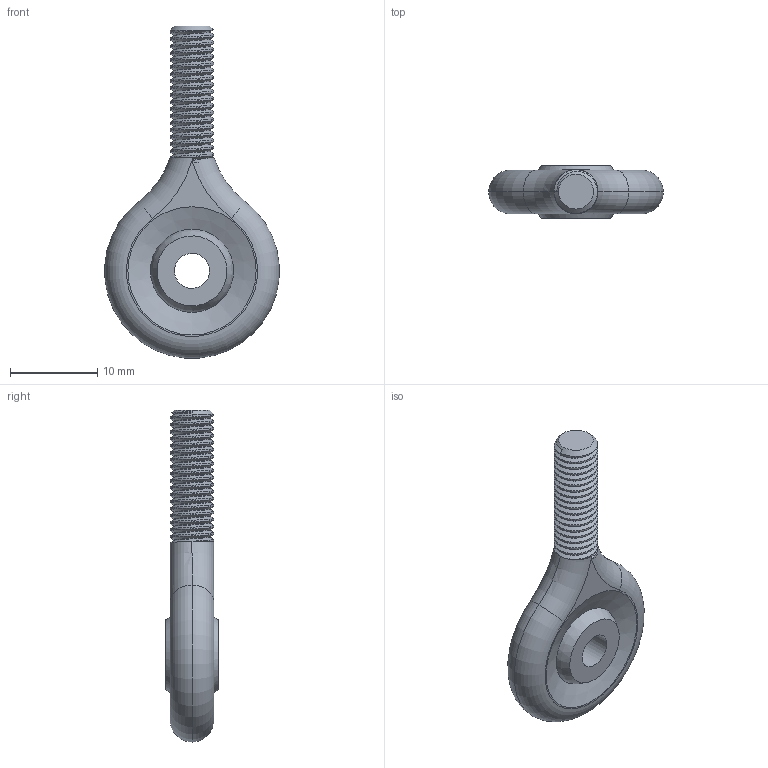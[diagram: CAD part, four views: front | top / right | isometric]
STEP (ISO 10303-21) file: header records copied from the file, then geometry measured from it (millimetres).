
FILE_DESCRIPTION (( 'STEP AP214' ), '1' );
FILE_NAME ('Rod end.STEP', '2022-11-09T08:59:21', ( '' ), ( '' ), 'SwSTEP 2.0', 'SolidWorks 2020', '' );
FILE_SCHEMA (( 'AUTOMOTIVE_DESIGN' ));
Length unit declared in the file: millimetre
Products named in the file (3): Rod end; rod_Default<As Machined>; Krogla
Assembly tree (2 placements, depth 2):
  Rod end
    rod_Default<As Machined>
    Krogla
Bounding box: 19.96 x 6 x 37.96 mm (x, y, z)
Volume: 1665.5 mm3; surface area: 1539.4 mm2
Topology: 2 solids, 2 shells, 28 faces, 67 edges, 42 vertices
Faces by surface type: plane 9, torus 7, bspline 5, cone 3, cylinder 2, sphere 2
Full cylindrical faces by diameter (mm): 4 x1
Entity records: 5073 total; most frequent: CARTESIAN_POINT 4430, DIRECTION 110, ORIENTED_EDGE 108, EDGE_CURVE 54, AXIS2_PLACEMENT_3D 52, EDGE_LOOP 38, VERTEX_POINT 36, ADVANCED_FACE 28
